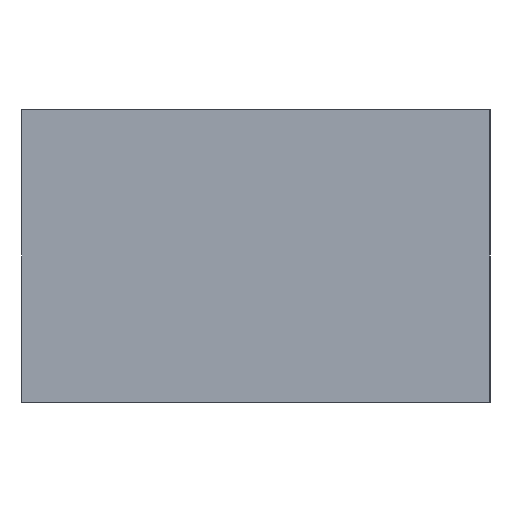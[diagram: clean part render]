
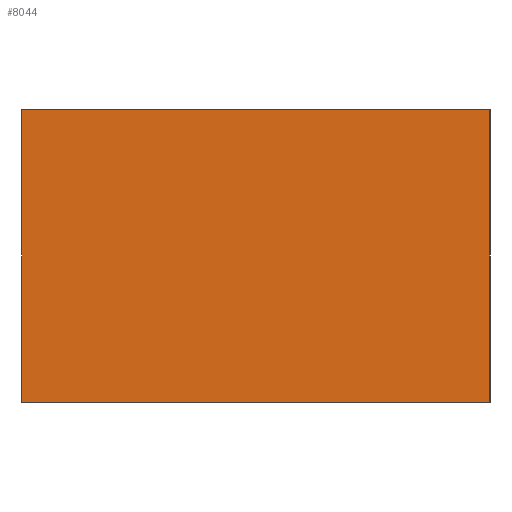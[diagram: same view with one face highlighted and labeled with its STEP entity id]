
A CAD part, left-side view. The second image highlights one B-rep face of the part: STEP entity #8044.
In plain terms, the highlighted planar face has unit normal (-1, 0, 0).
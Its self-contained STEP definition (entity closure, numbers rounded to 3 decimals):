
#967=FACE_OUTER_BOUND('',#1440,.T.);
#1440=EDGE_LOOP('',(#7019,#7020,#7021,#7022));
#1804=LINE('',#12360,#2597);
#2220=LINE('',#13592,#3013);
#2251=LINE('',#13731,#3044);
#2252=LINE('',#13732,#3045);
#2597=VECTOR('',#8991,10.);
#3013=VECTOR('',#9875,10.);
#3044=VECTOR('',#10036,10.);
#3045=VECTOR('',#10037,10.);
#3401=VERTEX_POINT('',#12353);
#3404=VERTEX_POINT('',#12358);
#3738=VERTEX_POINT('',#13591);
#3781=VERTEX_POINT('',#13730);
#4314=EDGE_CURVE('',#3401,#3404,#1804,.T.);
#4802=EDGE_CURVE('',#3738,#3401,#2220,.T.);
#4869=EDGE_CURVE('',#3781,#3404,#2251,.T.);
#4870=EDGE_CURVE('',#3738,#3781,#2252,.T.);
#7019=ORIENTED_EDGE('',*,*,#4802,.T.);
#7020=ORIENTED_EDGE('',*,*,#4314,.T.);
#7021=ORIENTED_EDGE('',*,*,#4869,.F.);
#7022=ORIENTED_EDGE('',*,*,#4870,.F.);
#7299=PLANE('',#8457);
#8044=ADVANCED_FACE('',(#967),#7299,.T.);
#8457=AXIS2_PLACEMENT_3D('',#13729,#10034,#10035);
#8991=DIRECTION('',(0.,0.,1.));
#9875=DIRECTION('',(0.,-1.,0.));
#10034=DIRECTION('center_axis',(-1.,0.,0.));
#10035=DIRECTION('ref_axis',(0.,-1.,0.));
#10036=DIRECTION('',(0.,-1.,0.));
#10037=DIRECTION('',(0.,0.,1.));
#12353=CARTESIAN_POINT('',(0.,0.,0.));
#12358=CARTESIAN_POINT('',(0.,0.,31.75));
#12360=CARTESIAN_POINT('',(0.,0.,0.));
#13591=CARTESIAN_POINT('',(0.,50.8,0.));
#13592=CARTESIAN_POINT('',(0.,50.8,0.));
#13729=CARTESIAN_POINT('Origin',(0.,50.8,0.));
#13730=CARTESIAN_POINT('',(0.,50.8,31.75));
#13731=CARTESIAN_POINT('',(0.,50.8,31.75));
#13732=CARTESIAN_POINT('',(0.,50.8,0.));
